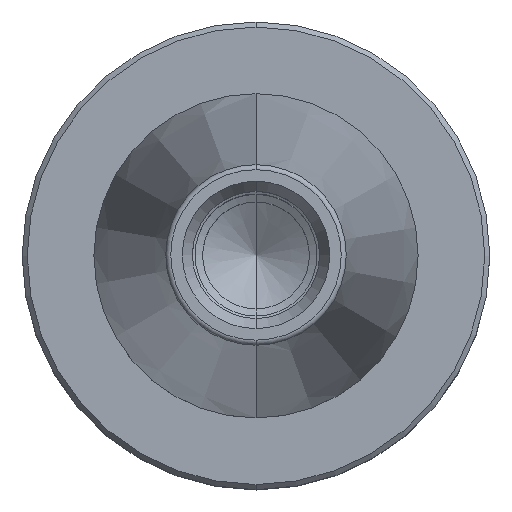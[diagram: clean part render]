
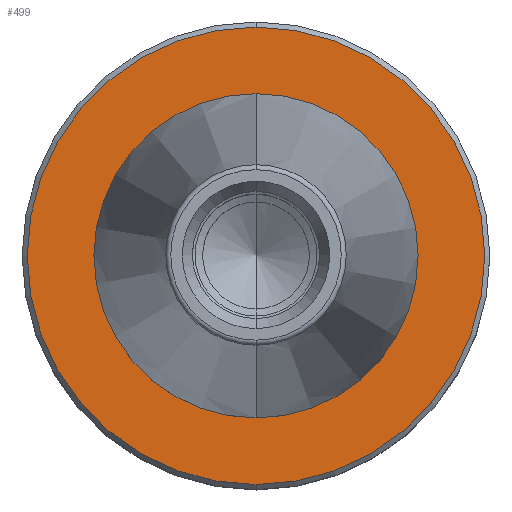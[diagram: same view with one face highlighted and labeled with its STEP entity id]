
A CAD part, top view. The second image highlights one B-rep face of the part: STEP entity #499.
In plain terms, the highlighted planar face has unit normal (0, 0, 1).
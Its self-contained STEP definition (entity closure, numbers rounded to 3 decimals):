
#379=VERTEX_POINT('',#936);
#395=EDGE_CURVE('',#787,#379,#952,.T.);
#499=ADVANCED_FACE('',(#1065,#1066),#1067,.T.);
#609=VERTEX_POINT('',#1192);
#691=VERTEX_POINT('',#1285);
#713=EDGE_CURVE('',#379,#787,#1307,.T.);
#719=EDGE_CURVE('',#691,#609,#1313,.T.);
#783=EDGE_CURVE('',#609,#691,#1386,.T.);
#787=VERTEX_POINT('',#1392);
#936=CARTESIAN_POINT('',(0.,-22.5,-2.0));
#952=CIRCLE('',#1587,22.5);
#1065=FACE_OUTER_BOUND('',#1737,.T.);
#1066=FACE_BOUND('',#1738,.T.);
#1067=PLANE('',#1739);
#1192=CARTESIAN_POINT('',(0.,-15.948,-2.0));
#1285=CARTESIAN_POINT('',(0.0,15.948,-2.0));
#1307=CIRCLE('',#2053,22.5);
#1313=CIRCLE('',#2061,15.948);
#1386=CIRCLE('',#2153,15.948);
#1392=CARTESIAN_POINT('',(0.0,22.5,-2.0));
#1587=AXIS2_PLACEMENT_3D('',#2394,#2395,#2396);
#1737=EDGE_LOOP('',(#2516,#2517));
#1738=EDGE_LOOP('',(#2518,#2519));
#1739=AXIS2_PLACEMENT_3D('',#2520,#2521,#2522);
#2053=AXIS2_PLACEMENT_3D('',#2835,#2836,#2837);
#2061=AXIS2_PLACEMENT_3D('',#2841,#2842,#2843);
#2153=AXIS2_PLACEMENT_3D('',#2940,#2941,#2942);
#2394=CARTESIAN_POINT('',(0.0,0.0,-2.0));
#2395=DIRECTION('',(0.0,0.0,-1.0));
#2396=DIRECTION('',(0.0,1.0,0.0));
#2516=ORIENTED_EDGE('',*,*,#395,.F.);
#2517=ORIENTED_EDGE('',*,*,#713,.F.);
#2518=ORIENTED_EDGE('',*,*,#719,.T.);
#2519=ORIENTED_EDGE('',*,*,#783,.T.);
#2520=CARTESIAN_POINT('',(0.0,19.224,-2.0));
#2521=DIRECTION('',(-0.0,0.0,1.0));
#2522=DIRECTION('',(0.0,-1.0,0.0));
#2835=CARTESIAN_POINT('',(0.0,0.0,-2.0));
#2836=DIRECTION('',(0.0,0.0,-1.0));
#2837=DIRECTION('',(0.0,1.0,0.0));
#2841=CARTESIAN_POINT('',(0.0,0.0,-2.0));
#2842=DIRECTION('',(0.0,0.0,-1.0));
#2843=DIRECTION('',(0.0,1.0,0.0));
#2940=CARTESIAN_POINT('',(0.0,0.0,-2.0));
#2941=DIRECTION('',(0.0,0.0,-1.0));
#2942=DIRECTION('',(0.0,1.0,0.0));
